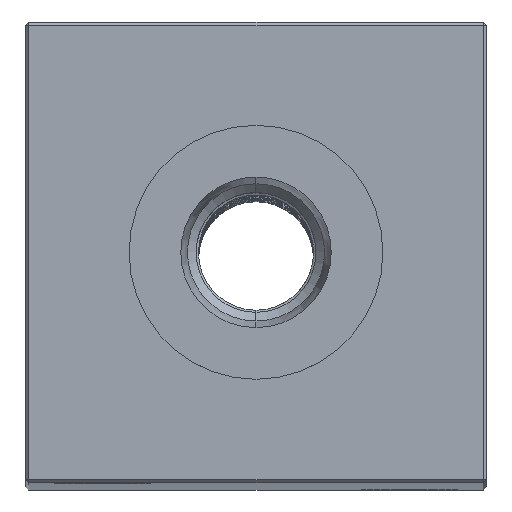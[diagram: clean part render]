
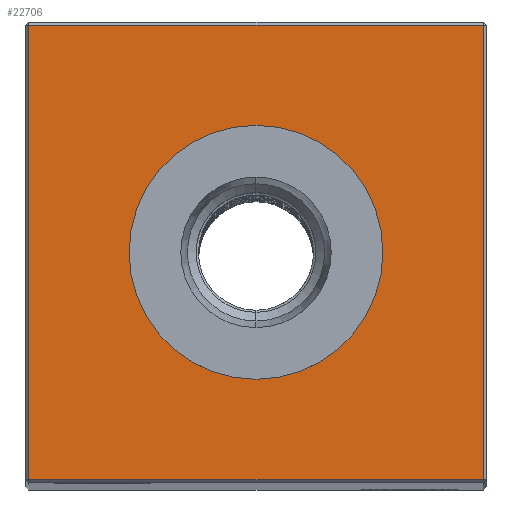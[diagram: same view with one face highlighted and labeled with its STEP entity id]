
A CAD part, top view. The second image highlights one B-rep face of the part: STEP entity #22706.
In plain terms, the highlighted planar face has unit normal (0, 0, 1).
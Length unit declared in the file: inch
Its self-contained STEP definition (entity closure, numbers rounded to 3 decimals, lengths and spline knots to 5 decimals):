
#12 = EDGE_CURVE ( 'NONE', #12244, #2446, #24108, .T. ) ;
#733 = ORIENTED_EDGE ( 'NONE', *, *, #2023, .T. ) ;
#920 = CIRCLE ( 'NONE', #27136, 0.41339 ) ;
#1077 = CIRCLE ( 'NONE', #18734, 0.41339 ) ;
#2023 = EDGE_CURVE ( 'NONE', #2990, #18905, #14686, .T. ) ;
#2446 = VERTEX_POINT ( 'NONE', #30543 ) ;
#2730 = FACE_OUTER_BOUND ( 'NONE', #30851, .T. ) ;
#2990 = VERTEX_POINT ( 'NONE', #3059 ) ;
#3059 = CARTESIAN_POINT ( 'NONE',  ( 0.74, 0.74, 13.75 ) ) ;
#3101 = CARTESIAN_POINT ( 'NONE',  ( 0., 0.41339, 13.75 ) ) ;
#3155 = ORIENTED_EDGE ( 'NONE', *, *, #6789, .T. ) ;
#3604 = CARTESIAN_POINT ( 'NONE',  ( -0.74, 0., 13.75 ) ) ;
#4029 = EDGE_CURVE ( 'NONE', #32937, #19383, #1077, .T. ) ;
#4300 = DIRECTION ( 'NONE',  ( -1., 0., 0. ) ) ;
#5738 = DIRECTION ( 'NONE',  ( -1., 0., 0. ) ) ;
#6789 = EDGE_CURVE ( 'NONE', #19383, #32937, #920, .T. ) ;
#7868 = DIRECTION ( 'NONE',  ( 0., 1., 0. ) ) ;
#8172 = AXIS2_PLACEMENT_3D ( 'NONE', #23004, #32891, #28204 ) ;
#8614 = DIRECTION ( 'NONE',  ( 0., -1., 0. ) ) ;
#8813 = DIRECTION ( 'NONE',  ( 0., 0., -1. ) ) ;
#9402 = ORIENTED_EDGE ( 'NONE', *, *, #4029, .T. ) ;
#9834 = CARTESIAN_POINT ( 'NONE',  ( 0., -0.41339, 13.75 ) ) ;
#10830 = CARTESIAN_POINT ( 'NONE',  ( 0., 0., 13.75 ) ) ;
#11735 = CARTESIAN_POINT ( 'NONE',  ( -0.74, 0.74, 13.75 ) ) ;
#12032 = CARTESIAN_POINT ( 'NONE',  ( 0., -0.74, 13.75 ) ) ;
#12244 = VERTEX_POINT ( 'NONE', #31083 ) ;
#12786 = PLANE ( 'NONE',  #8172 ) ;
#14686 = LINE ( 'NONE', #19373, #27774 ) ;
#14935 = LINE ( 'NONE', #30824, #24241 ) ;
#17904 = VECTOR ( 'NONE', #31641, 39.37008 ) ;
#18307 = FACE_BOUND ( 'NONE', #29692, .T. ) ;
#18519 = LINE ( 'NONE', #3604, #20283 ) ;
#18734 = AXIS2_PLACEMENT_3D ( 'NONE', #23496, #23660, #5738 ) ;
#18905 = VERTEX_POINT ( 'NONE', #11735 ) ;
#19373 = CARTESIAN_POINT ( 'NONE',  ( 0., 0.74, 13.75 ) ) ;
#19383 = VERTEX_POINT ( 'NONE', #9834 ) ;
#20000 = ORIENTED_EDGE ( 'NONE', *, *, #12, .T. ) ;
#20283 = VECTOR ( 'NONE', #8614, 39.37008 ) ;
#21054 = DIRECTION ( 'NONE',  ( -1., 0., 0. ) ) ;
#21537 = EDGE_CURVE ( 'NONE', #18905, #12244, #18519, .T. ) ;
#22706 = ADVANCED_FACE ( 'NONE', ( #2730, #18307 ), #12786, .F. ) ;
#23004 = CARTESIAN_POINT ( 'NONE',  ( 0., 0., 13.75 ) ) ;
#23121 = EDGE_CURVE ( 'NONE', #2446, #2990, #14935, .T. ) ;
#23496 = CARTESIAN_POINT ( 'NONE',  ( 0., 0., 13.75 ) ) ;
#23660 = DIRECTION ( 'NONE',  ( 0., 0., -1. ) ) ;
#24108 = LINE ( 'NONE', #12032, #17904 ) ;
#24241 = VECTOR ( 'NONE', #7868, 39.37008 ) ;
#24999 = ORIENTED_EDGE ( 'NONE', *, *, #21537, .T. ) ;
#26299 = ORIENTED_EDGE ( 'NONE', *, *, #23121, .T. ) ;
#27136 = AXIS2_PLACEMENT_3D ( 'NONE', #10830, #8813, #21054 ) ;
#27774 = VECTOR ( 'NONE', #4300, 39.37008 ) ;
#28204 = DIRECTION ( 'NONE',  ( -1., 0., 0. ) ) ;
#29692 = EDGE_LOOP ( 'NONE', ( #9402, #3155 ) ) ;
#30543 = CARTESIAN_POINT ( 'NONE',  ( 0.74, -0.74, 13.75 ) ) ;
#30824 = CARTESIAN_POINT ( 'NONE',  ( 0.74, 0., 13.75 ) ) ;
#30851 = EDGE_LOOP ( 'NONE', ( #24999, #20000, #26299, #733 ) ) ;
#31083 = CARTESIAN_POINT ( 'NONE',  ( -0.74, -0.74, 13.75 ) ) ;
#31641 = DIRECTION ( 'NONE',  ( 1., 0., 0. ) ) ;
#32891 = DIRECTION ( 'NONE',  ( 0., 0., -1. ) ) ;
#32937 = VERTEX_POINT ( 'NONE', #3101 ) ;
